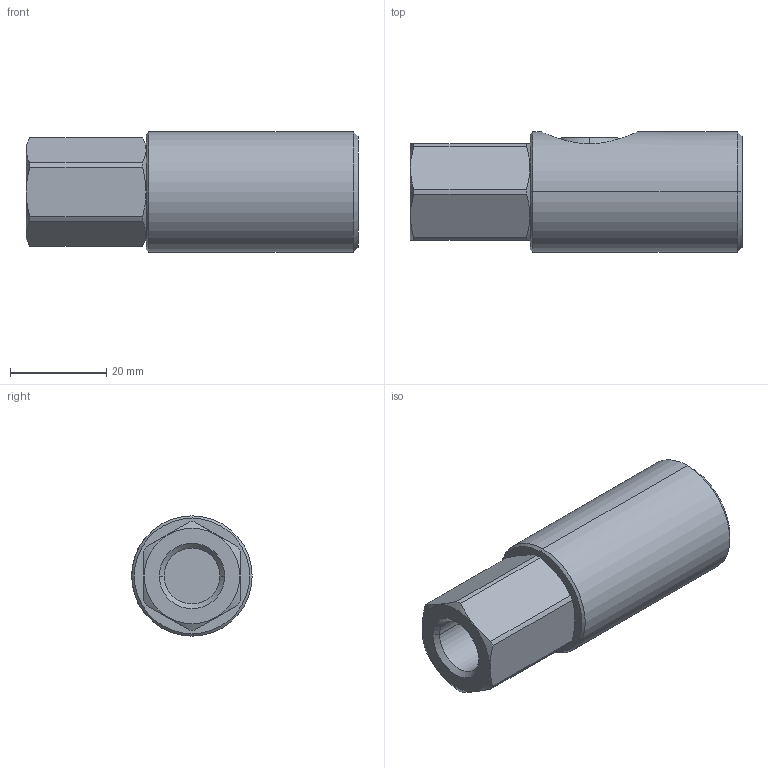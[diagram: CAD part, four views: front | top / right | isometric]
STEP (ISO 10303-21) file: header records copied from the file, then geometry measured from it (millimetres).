
FILE_DESCRIPTION (( 'STEP AP203' ), '1' );
FILE_NAME ('07420202.STEP', '2011-07-29T09:03:12', ( 'SP' ), ( 'sopra-pneumatic' ), 'SwSTEP 2.0', 'SolidWorks 2011', '' );
FILE_SCHEMA (( 'CONFIG_CONTROL_DESIGN' ));
Length unit declared in the file: millimetre
Products named in the file (1): 07420202
Bounding box: 69 x 25 x 25 mm (x, y, z)
Volume: 27435.4 mm3; surface area: 7018.6 mm2
Topology: 1 solids, 1 shells, 89 faces, 221 edges, 143 vertices
Faces by surface type: cone 30, plane 26, cylinder 23, sphere 10
Entity records: 3110 total; most frequent: CARTESIAN_POINT 930, ORIENTED_EDGE 442, DIRECTION 437, EDGE_CURVE 221, AXIS2_PLACEMENT_3D 176, VERTEX_POINT 143, EDGE_LOOP 98, FACE_OUTER_BOUND 89
